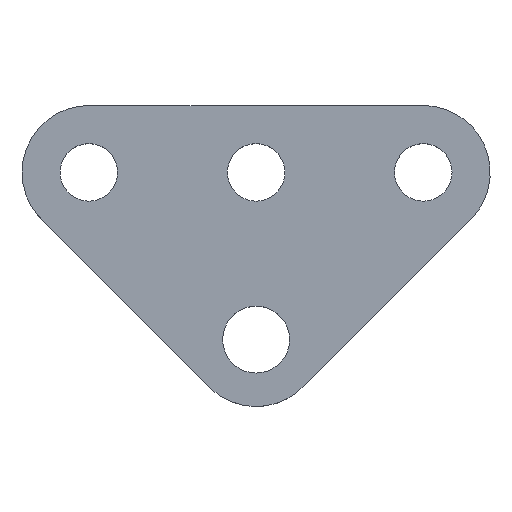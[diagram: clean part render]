
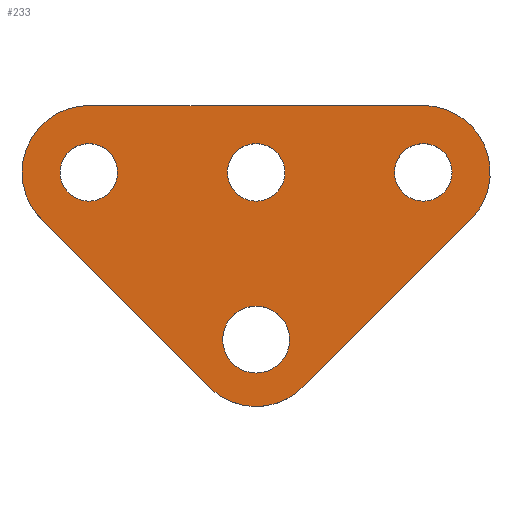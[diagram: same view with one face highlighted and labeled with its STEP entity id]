
A CAD part, top view. The second image highlights one B-rep face of the part: STEP entity #233.
In plain terms, the highlighted planar face has unit normal (0, 0, 1).
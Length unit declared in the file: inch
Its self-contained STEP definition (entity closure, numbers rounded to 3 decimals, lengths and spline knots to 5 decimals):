
#15=FACE_BOUND('',#51,.T.);
#16=FACE_BOUND('',#52,.T.);
#17=FACE_BOUND('',#53,.T.);
#18=FACE_BOUND('',#54,.T.);
#26=PLANE('',#281);
#38=FACE_OUTER_BOUND('',#50,.T.);
#50=EDGE_LOOP('',(#196,#197,#198,#199,#200,#201));
#51=EDGE_LOOP('',(#202));
#52=EDGE_LOOP('',(#203));
#53=EDGE_LOOP('',(#204));
#54=EDGE_LOOP('',(#205));
#62=LINE('',#365,#78);
#66=LINE('',#377,#82);
#70=LINE('',#388,#86);
#78=VECTOR('',#295,0.3937);
#82=VECTOR('',#307,0.3937);
#86=VECTOR('',#319,0.3937);
#92=CIRCLE('',#258,0.2);
#94=CIRCLE('',#262,0.2);
#96=CIRCLE('',#266,0.2);
#98=CIRCLE('',#270,0.086);
#100=CIRCLE('',#273,0.086);
#102=CIRCLE('',#276,0.1);
#104=CIRCLE('',#279,0.086);
#106=VERTEX_POINT('',#355);
#107=VERTEX_POINT('',#356);
#110=VERTEX_POINT('',#364);
#112=VERTEX_POINT('',#370);
#114=VERTEX_POINT('',#376);
#116=VERTEX_POINT('',#382);
#118=VERTEX_POINT('',#391);
#120=VERTEX_POINT('',#397);
#122=VERTEX_POINT('',#403);
#124=VERTEX_POINT('',#409);
#126=EDGE_CURVE('',#106,#107,#92,.T.);
#130=EDGE_CURVE('',#107,#110,#62,.T.);
#133=EDGE_CURVE('',#110,#112,#94,.T.);
#136=EDGE_CURVE('',#112,#114,#66,.T.);
#139=EDGE_CURVE('',#114,#116,#96,.T.);
#142=EDGE_CURVE('',#116,#106,#70,.T.);
#144=EDGE_CURVE('',#118,#118,#98,.T.);
#147=EDGE_CURVE('',#120,#120,#100,.T.);
#150=EDGE_CURVE('',#122,#122,#102,.T.);
#153=EDGE_CURVE('',#124,#124,#104,.T.);
#196=ORIENTED_EDGE('',*,*,#126,.F.);
#197=ORIENTED_EDGE('',*,*,#142,.F.);
#198=ORIENTED_EDGE('',*,*,#139,.F.);
#199=ORIENTED_EDGE('',*,*,#136,.F.);
#200=ORIENTED_EDGE('',*,*,#133,.F.);
#201=ORIENTED_EDGE('',*,*,#130,.F.);
#202=ORIENTED_EDGE('',*,*,#153,.F.);
#203=ORIENTED_EDGE('',*,*,#150,.F.);
#204=ORIENTED_EDGE('',*,*,#147,.F.);
#205=ORIENTED_EDGE('',*,*,#144,.F.);
#233=ADVANCED_FACE('',(#38,#15,#16,#17,#18),#26,.T.);
#258=AXIS2_PLACEMENT_3D('',#357,#287,#288);
#262=AXIS2_PLACEMENT_3D('',#371,#300,#301);
#266=AXIS2_PLACEMENT_3D('',#383,#312,#313);
#270=AXIS2_PLACEMENT_3D('',#392,#323,#324);
#273=AXIS2_PLACEMENT_3D('',#398,#330,#331);
#276=AXIS2_PLACEMENT_3D('',#404,#337,#338);
#279=AXIS2_PLACEMENT_3D('',#410,#344,#345);
#281=AXIS2_PLACEMENT_3D('',#414,#349,#350);
#287=DIRECTION('center_axis',(0.,0.,-1.));
#288=DIRECTION('ref_axis',(1.,0.,0.));
#295=DIRECTION('',(-0.707,-0.707,0.));
#300=DIRECTION('center_axis',(0.,0.,-1.));
#301=DIRECTION('ref_axis',(1.,0.,0.));
#307=DIRECTION('',(-0.706,0.708,0.));
#312=DIRECTION('center_axis',(0.,0.,-1.));
#313=DIRECTION('ref_axis',(1.,0.,0.));
#319=DIRECTION('',(1.,0.,0.));
#323=DIRECTION('center_axis',(0.,0.,1.));
#324=DIRECTION('ref_axis',(-1.,0.,0.));
#330=DIRECTION('center_axis',(0.,0.,1.));
#331=DIRECTION('ref_axis',(-1.,0.,0.));
#337=DIRECTION('center_axis',(0.,0.,1.));
#338=DIRECTION('ref_axis',(-1.,0.,0.));
#344=DIRECTION('center_axis',(0.,0.,1.));
#345=DIRECTION('ref_axis',(-1.,0.,0.));
#349=DIRECTION('center_axis',(0.,0.,1.));
#350=DIRECTION('ref_axis',(1.,0.,0.));
#355=CARTESIAN_POINT('',(0.55519,0.44322,0.0625));
#356=CARTESIAN_POINT('',(0.70503,0.11075,0.0625));
#357=CARTESIAN_POINT('Origin',(0.55519,0.24322,0.0625));
#364=CARTESIAN_POINT('',(0.20238,-0.39218,0.0625));
#365=CARTESIAN_POINT('',(0.20238,-0.39218,0.0625));
#370=CARTESIAN_POINT('',(-0.07993,-0.40423,0.0625));
#371=CARTESIAN_POINT('Origin',(0.05519,-0.25678,0.0625));
#376=CARTESIAN_POINT('',(-0.59908,0.11594,0.0625));
#377=CARTESIAN_POINT('',(-0.71323,0.23032,0.0625));
#382=CARTESIAN_POINT('',(-0.44481,0.44322,0.0625));
#383=CARTESIAN_POINT('Origin',(-0.44481,0.24322,0.0625));
#388=CARTESIAN_POINT('',(0.55519,0.44322,0.0625));
#391=CARTESIAN_POINT('',(0.14119,0.24322,0.0625));
#392=CARTESIAN_POINT('Origin',(0.05519,0.24322,0.0625));
#397=CARTESIAN_POINT('',(-0.35881,0.24322,0.0625));
#398=CARTESIAN_POINT('Origin',(-0.44481,0.24322,0.0625));
#403=CARTESIAN_POINT('',(0.15519,-0.25678,0.0625));
#404=CARTESIAN_POINT('Origin',(0.05519,-0.25678,0.0625));
#409=CARTESIAN_POINT('',(0.64119,0.24322,0.0625));
#410=CARTESIAN_POINT('Origin',(0.55519,0.24322,0.0625));
#414=CARTESIAN_POINT('Origin',(0.20519,0.24322,0.0625));
